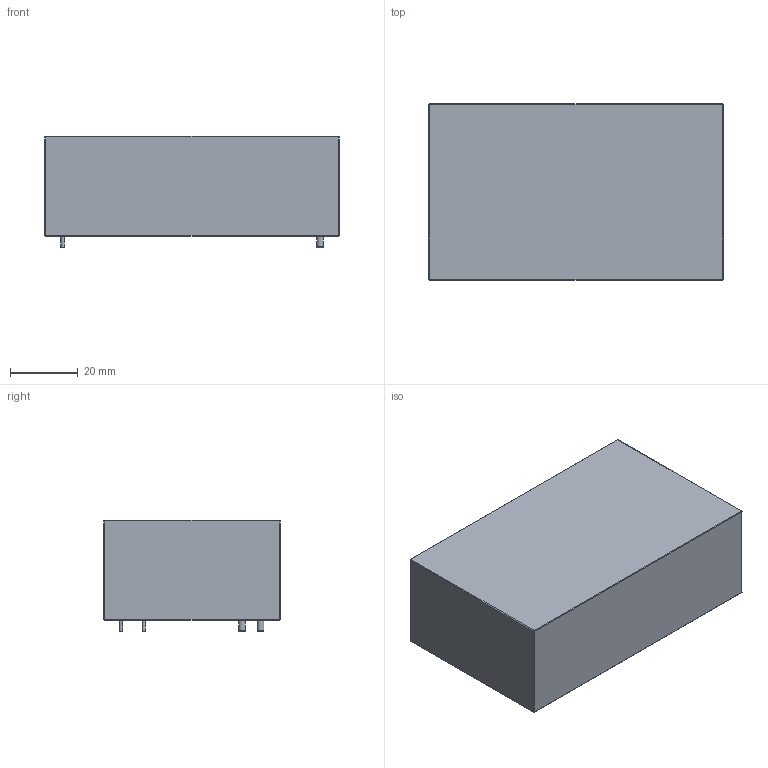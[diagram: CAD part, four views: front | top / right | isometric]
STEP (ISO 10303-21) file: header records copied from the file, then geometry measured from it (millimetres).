
FILE_DESCRIPTION(/* description */ ('model of Converter_ACDC_MeanWell_IRM-60-xx_THT'),/* implementation_level */ '2;1');
FILE_NAME(/* name */ 'Converter_ACDC_MeanWell_IRM-60-xx_THT.step',/* time_stamp */ '2023-09-06T16:18:40',/* author */ ('KiCAD','kicad'),/* organization */ ('OCCT'),/* preprocessor_version */ '',/* originating_system */ 'KiCAD',/* authorisation */ '');
FILE_SCHEMA(('AUTOMOTIVE_DESIGN { 1 0 10303 214 1 1 1 1 }'));
Length unit declared in the file: millimetre
Products named in the file (9): CQ assembly; e50ef680-4cb7-11ee-8265-85d007bab819; e50ef680-4cb7-11ee-8265-85d007bab819_part; e50ef681-4cb7-11ee-8265-85d007bab819; e50ef681-4cb7-11ee-8265-85d007bab819_part; e50ef682-4cb7-11ee-8265-85d007bab819; e50ef682-4cb7-11ee-8265-85d007bab819_part; e50ef683-4cb7-11ee-8265-85d007bab819; e50ef683-4cb7-11ee-8265-85d007bab819_part
Assembly tree (8 placements, depth 4):
  CQ assembly
    e50ef680-4cb7-11ee-8265-85d007bab819
      e50ef680-4cb7-11ee-8265-85d007bab819_part
      e50ef681-4cb7-11ee-8265-85d007bab819
        e50ef681-4cb7-11ee-8265-85d007bab819_part
      e50ef682-4cb7-11ee-8265-85d007bab819
        e50ef682-4cb7-11ee-8265-85d007bab819_part
      e50ef683-4cb7-11ee-8265-85d007bab819
        e50ef683-4cb7-11ee-8265-85d007bab819_part
Bounding box: 87 x 52 x 33 mm (x, y, z)
Volume: 133479.6 mm3; surface area: 17272.3 mm2
Topology: 6 solids, 6 shells, 48 faces, 88 edges, 48 vertices
Faces by surface type: plane 20, cylinder 16, torus 8, sphere 4
Full cylindrical faces by diameter (mm): 1 x2, 2 x2
Entity records: 1331 total; most frequent: DIRECTION 242, CARTESIAN_POINT 189, ORIENTED_EDGE 168, AXIS2_PLACEMENT_3D 101, EDGE_CURVE 84, ADVANCED_FACE 48, FACE_BOUND 48, EDGE_LOOP 48
